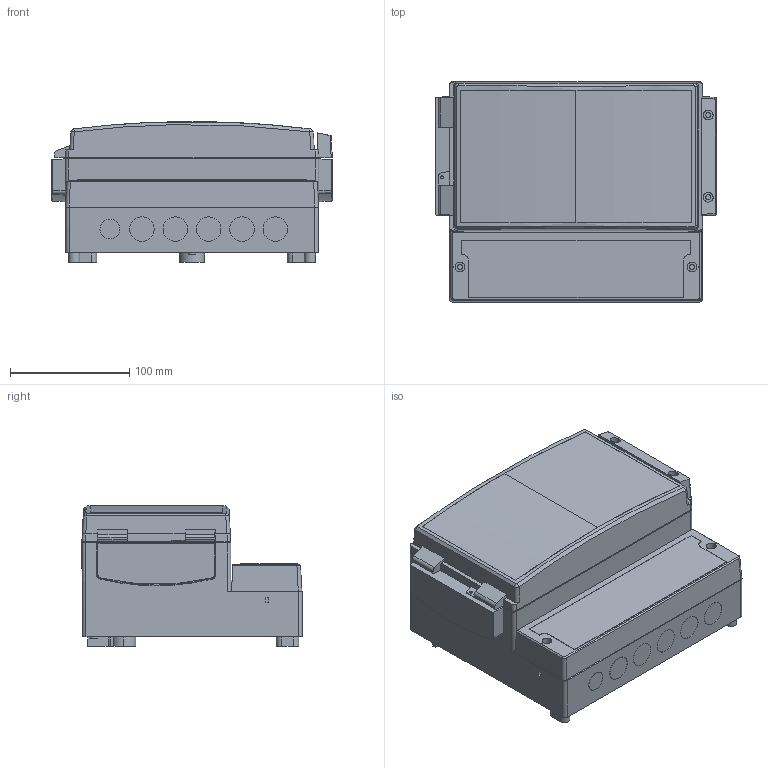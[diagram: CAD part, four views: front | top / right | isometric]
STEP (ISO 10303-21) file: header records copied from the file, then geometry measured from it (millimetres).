
FILE_DESCRIPTION (( 'STEP AP214' ), '1' );
FILE_NAME ('7525154_FIBOX_CM21_18-3.STEP', '2022-11-07T08:01:51', ( 'fiboxadmin' ), ( '' ), 'SwSTEP 2.0', 'SolidWorks 2021', '' );
FILE_SCHEMA (( 'AUTOMOTIVE_DESIGN' ));
Length unit declared in the file: millimetre
Products named in the file (4): FIBOX_CM2118-3C; FIBOX_CM2118-3TC; 7525154_FIBOX_CM21_18-3; FIBOX_CM2118-30B
Assembly tree (3 placements, depth 2):
  7525154_FIBOX_CM21_18-3
    FIBOX_CM2118-30B
    FIBOX_CM2118-3TC
    FIBOX_CM2118-3C
Bounding box: 235.6 x 185 x 118.3 mm (x, y, z)
Volume: 643883.4 mm3; surface area: 357045.9 mm2
Topology: 3 solids, 3 shells, 783 faces, 2013 edges, 1331 vertices
Faces by surface type: plane 527, cylinder 217, cone 22, bspline 10, torus 7
Entity records: 24021 total; most frequent: CARTESIAN_POINT 4490, ORIENTED_EDGE 4026, DIRECTION 3945, EDGE_CURVE 2013, VECTOR 1489, LINE 1489, VERTEX_POINT 1331, AXIS2_PLACEMENT_3D 1228
